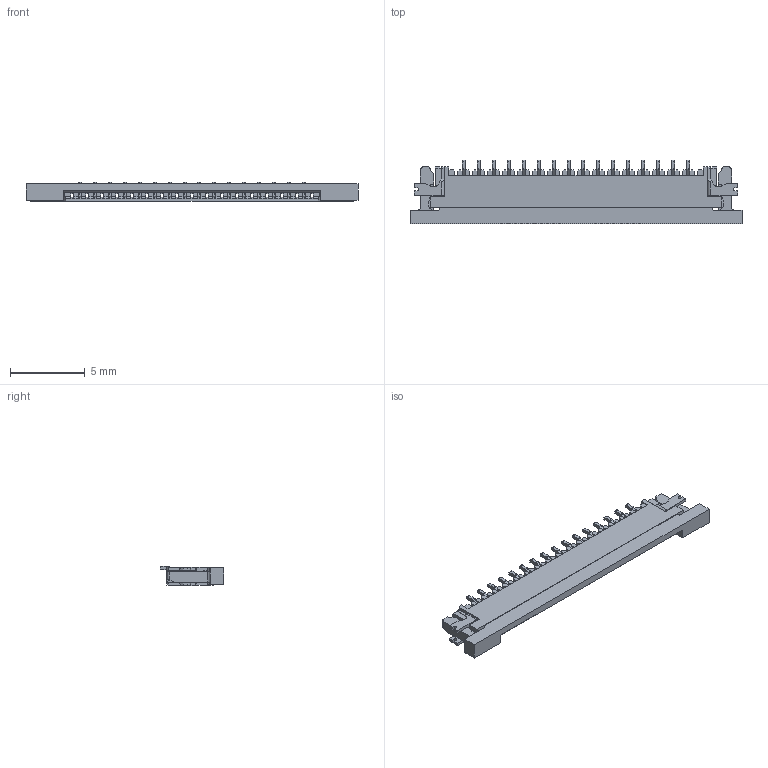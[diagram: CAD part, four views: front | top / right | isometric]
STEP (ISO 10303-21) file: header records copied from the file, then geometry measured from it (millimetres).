
FILE_DESCRIPTION(/* description */ ('Unknown'),/* implementation_level */ '2;1');
FILE_NAME(/* name */ '686116183422',/* time_stamp */ '2017-02-27T15:08:04+01:00',/* author */ ('Unknown'),/* organization */ ('Unknown'),/* preprocessor_version */ 'ST-DEVELOPER v16.7',/* originating_system */ 'DEX',/* authorisation */ $);
FILE_SCHEMA (('AP242_MANAGED_MODEL_BASED_3D_ENGINEERING_MIM_LF { 1 0 10303 442 1 1 4 }','AUTOMOTIVE_DESIGN {1 0 10303 214 3 1 1}'));
Length unit declared in the file: millimetre
Products named in the file (6): 6861xx183422; 68x133183x22; 68x133183x22_Actuator; 68X1xx183x22_Solder_Pad2; 68X1XX183X22_Solder_Pad; 68X1XX183X22_Pin_TOP
Assembly tree (20 placements, depth 2):
  6861xx183422
    68x133183x22
    68x133183x22_Actuator
    68X1xx183x22_Solder_Pad2
    68X1XX183X22_Solder_Pad
    68X1XX183X22_Pin_TOP  x16
Bounding box: 22.2 x 4.25 x 1.29 mm (x, y, z)
Volume: 63.3 mm3; surface area: 518.1 mm2
Topology: 20 solids, 20 shells, 1684 faces, 5156 edges, 3382 vertices
Faces by surface type: plane 1269, cylinder 413, bspline 2
Entity records: 38993 total; most frequent: ORIENTED_EDGE 7072, CARTESIAN_POINT 6999, DIRECTION 6208, EDGE_CURVE 3536, LINE 3122, VECTOR 3122, VERTEX_POINT 2302, AXIS2_PLACEMENT_3D 1543
